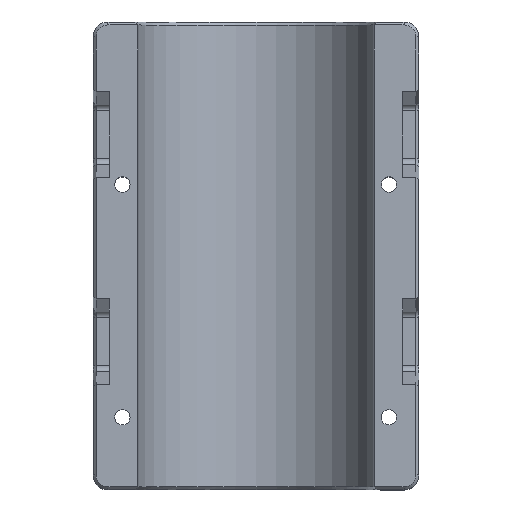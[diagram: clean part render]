
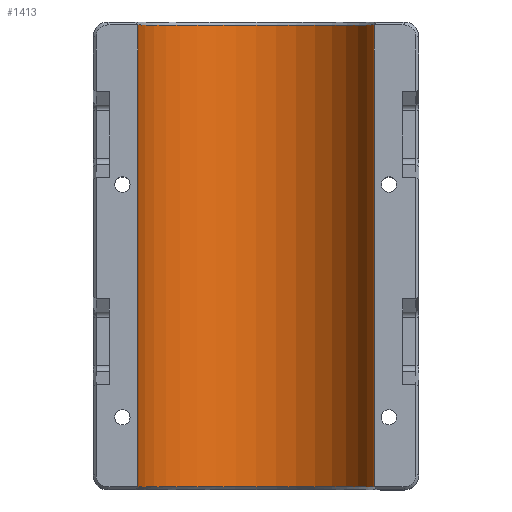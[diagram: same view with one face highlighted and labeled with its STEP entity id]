
A CAD part, top view. The second image highlights one B-rep face of the part: STEP entity #1413.
In plain terms, the highlighted cylindrical face has radius 40 mm (diameter 80 mm), a partial arc.
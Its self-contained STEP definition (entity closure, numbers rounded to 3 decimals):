
#33=CYLINDRICAL_SURFACE('',#1519,40.);
#55=LINE('',#2131,#203);
#56=LINE('',#2134,#204);
#203=VECTOR('',#1680,10.);
#204=VECTOR('',#1683,10.);
#401=FACE_OUTER_BOUND('',#489,.T.);
#489=EDGE_LOOP('',(#985,#986,#987,#988));
#586=CIRCLE('',#1517,40.);
#587=CIRCLE('',#1520,40.);
#645=VERTEX_POINT('',#2111);
#648=VERTEX_POINT('',#2118);
#651=VERTEX_POINT('',#2130);
#652=VERTEX_POINT('',#2132);
#772=EDGE_CURVE('',#648,#645,#586,.T.);
#776=EDGE_CURVE('',#651,#648,#55,.T.);
#777=EDGE_CURVE('',#652,#651,#587,.T.);
#778=EDGE_CURVE('',#645,#652,#56,.T.);
#985=ORIENTED_EDGE('',*,*,#772,.F.);
#986=ORIENTED_EDGE('',*,*,#776,.F.);
#987=ORIENTED_EDGE('',*,*,#777,.F.);
#988=ORIENTED_EDGE('',*,*,#778,.F.);
#1413=ADVANCED_FACE('',(#401),#33,.F.);
#1517=AXIS2_PLACEMENT_3D('',#2122,#1671,#1672);
#1519=AXIS2_PLACEMENT_3D('',#2129,#1678,#1679);
#1520=AXIS2_PLACEMENT_3D('',#2133,#1681,#1682);
#1671=DIRECTION('center_axis',(0.,0.,
1.));
#1672=DIRECTION('ref_axis',(1.,0.,0.));
#1678=DIRECTION('center_axis',(0.,0.,
1.));
#1679=DIRECTION('ref_axis',(1.,0.,0.));
#1680=DIRECTION('',(0.,0.,-1.));
#1681=DIRECTION('center_axis',(0.,0.,
-1.));
#1682=DIRECTION('ref_axis',(1.,0.,0.));
#1683=DIRECTION('',(0.,0.,1.));
#2111=CARTESIAN_POINT('',(-39.838,1.793,283.));
#2118=CARTESIAN_POINT('',(40.161,1.793,283.));
#2122=CARTESIAN_POINT('Origin',(0.161,1.551,283.));
#2129=CARTESIAN_POINT('Origin',(0.161,1.551,282.));
#2130=CARTESIAN_POINT('',(40.161,1.793,439.));
#2131=CARTESIAN_POINT('',(40.161,1.793,282.));
#2132=CARTESIAN_POINT('',(-39.838,1.793,439.));
#2133=CARTESIAN_POINT('Origin',(0.161,1.551,439.));
#2134=CARTESIAN_POINT('',(-39.838,1.793,282.));
